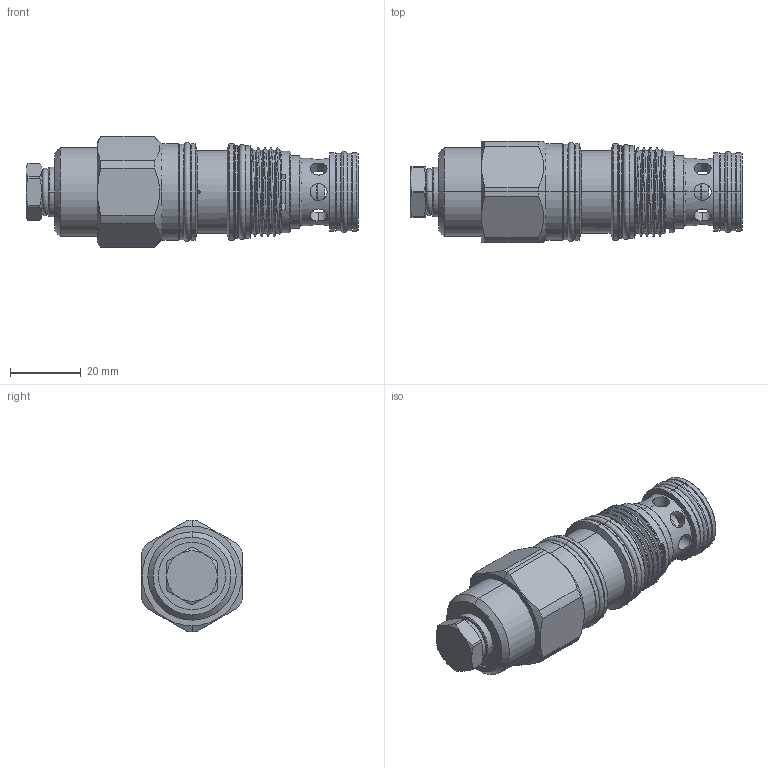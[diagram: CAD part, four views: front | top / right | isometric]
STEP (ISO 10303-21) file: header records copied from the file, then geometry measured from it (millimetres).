
FILE_DESCRIPTION (( 'STEP AP203' ), '1' );
FILE_NAME ('LN2A3S-N.STEP', '2020-03-23T01:00:36', ( '' ), ( '' ), 'SwSTEP 2.0', 'SolidWorks 2018', '' );
FILE_SCHEMA (( 'CONFIG_CONTROL_DESIGN' ));
Length unit declared in the file: millimetre
Products named in the file (1): LN2A3S-N
Bounding box: 93.95 x 28.57 x 31.6 mm (x, y, z)
Volume: 42444.6 mm3; surface area: 13083.7 mm2
Topology: 4 solids, 6 shells, 258 faces, 598 edges, 368 vertices
Faces by surface type: cylinder 126, cone 58, plane 46, torus 24, sphere 2, bspline 2
Entity records: 9534 total; most frequent: CARTESIAN_POINT 3617, DIRECTION 1265, ORIENTED_EDGE 1196, EDGE_CURVE 598, AXIS2_PLACEMENT_3D 541, VERTEX_POINT 368, EDGE_LOOP 300, CIRCLE 284
